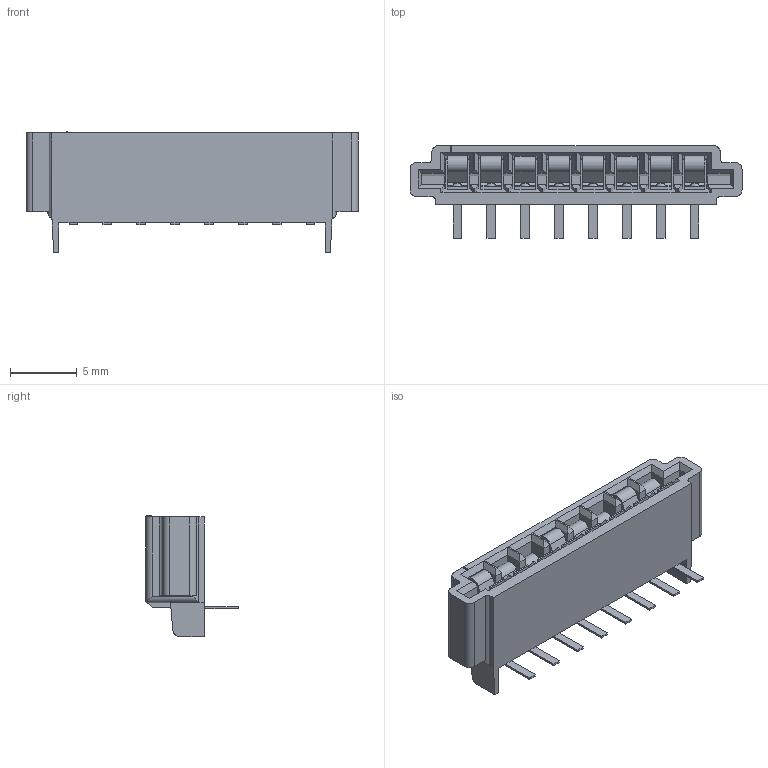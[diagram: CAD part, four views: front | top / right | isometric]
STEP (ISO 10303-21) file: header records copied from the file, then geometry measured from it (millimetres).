
FILE_DESCRIPTION((''),'2;1');
FILE_NAME('C-5-520314-8','2019-02-27T04:15:00',('workeradm'),('TE Connectivity Ltd.'),'CREO PARAMETRIC BY PTC INC, 2018190','CREO PARAMETRIC BY PTC INC, 2018190','');
FILE_SCHEMA(('AUTOMOTIVE_DESIGN { 1 0 10303 214 1 1 1 1 }'));
Length unit declared in the file: millimetre
Products named in the file (1): C-5-520314-8
Bounding box: 24.84 x 6.93 x 9.09 mm (x, y, z)
Volume: 479.2 mm3; surface area: 1343.7 mm2
Topology: 1 solids, 1 shells, 517 faces, 1463 edges, 942 vertices
Faces by surface type: plane 335, cylinder 110, bspline 56, torus 8, cone 8
Entity records: 22530 total; most frequent: CARTESIAN_POINT 9309, ORIENTED_EDGE 2926, DIRECTION 2529, EDGE_CURVE 1463, VECTOR 1103, LINE 1103, VERTEX_POINT 942, AXIS2_PLACEMENT_3D 713
